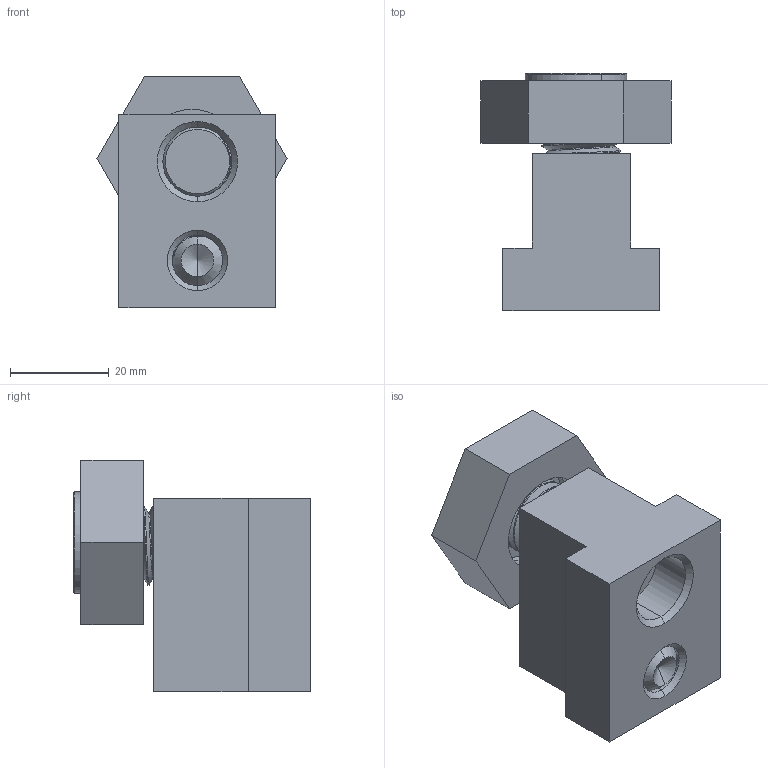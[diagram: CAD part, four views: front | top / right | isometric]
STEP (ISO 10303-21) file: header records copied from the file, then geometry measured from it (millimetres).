
FILE_DESCRIPTION (( 'STEP AP214' ), '1' );
FILE_NAME ('50434.STEP', '2020-10-08T14:00:51', ( 'Mike W' ), ( '' ), 'SwSTEP 2.0', 'SolidWorks 2018', '' );
FILE_SCHEMA (( 'AUTOMOTIVE_DESIGN' ));
Length unit declared in the file: inch
Products named in the file (7): M1230MM SHSS_M1230MM SSS; TSN-Nut Bodies (Std Configured)_507201; 50434; 50216_50216; 50373_50373; 10592_10592; (TSN) T-Nut Assemblies (English& Metric Configured)_50720
Assembly tree (6 placements, depth 3):
  50434
    (TSN) T-Nut Assemblies (English& Metric Configured)_50720
      TSN-Nut Bodies (Std Configured)_507201
      M1230MM SHSS_M1230MM SSS
    50216_50216
      10592_10592
      50373_50373
Bounding box: 38.49 x 47.98 x 46.91 mm (x, y, z)
Volume: 41079.1 mm3; surface area: 17762.9 mm2
Topology: 4 solids, 4 shells, 157 faces, 399 edges, 250 vertices
Faces by surface type: cylinder 72, plane 48, cone 31, bspline 6
Entity records: 11576 total; most frequent: CARTESIAN_POINT 7895, ORIENTED_EDGE 790, DIRECTION 623, EDGE_CURVE 395, VERTEX_POINT 250, AXIS2_PLACEMENT_3D 219, VECTOR 185, LINE 185
